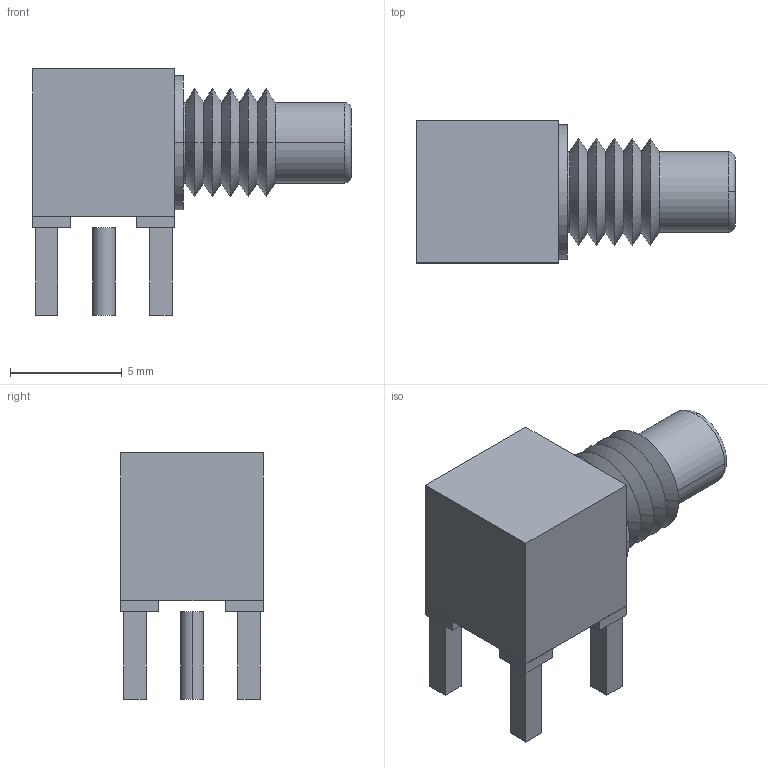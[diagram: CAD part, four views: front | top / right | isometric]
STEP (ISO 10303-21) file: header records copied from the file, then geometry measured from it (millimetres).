
FILE_DESCRIPTION((''),'2;1');
FILE_NAME('MULTICOMP_26-10-TGG.stp','2010-01-25T17:17:12',(''),(''),'Mechanical Desktop 2006','Mechanical Desktop 2006',', , ');
FILE_SCHEMA(('AUTOMOTIVE_DESIGN { 1 2 10303 214 0 1 1 1 }'));
Length unit declared in the file: millimetre
Products named in the file (1): Product
Bounding box: 14.22 x 6.35 x 11 mm (x, y, z)
Volume: 407.3 mm3; surface area: 954.9 mm2
Topology: 19 solids, 19 shells, 112 faces, 220 edges, 141 vertices
Faces by surface type: plane 72, cone 20, cylinder 14, torus 4, sphere 2
Entity records: 2884 total; most frequent: DIRECTION 516, CARTESIAN_POINT 470, ORIENTED_EDGE 432, EDGE_CURVE 216, AXIS2_PLACEMENT_3D 187, VECTOR 142, LINE 142, VERTEX_POINT 141
